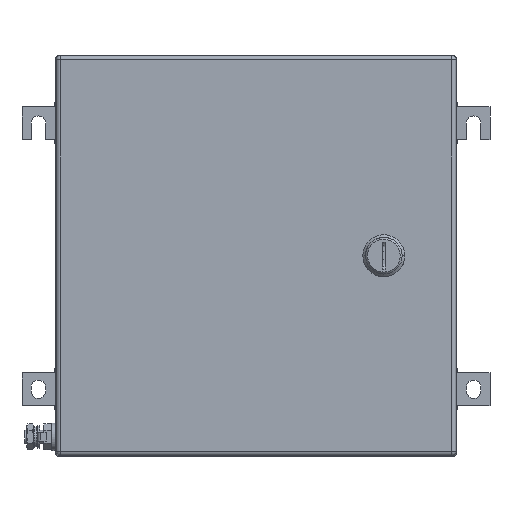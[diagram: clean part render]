
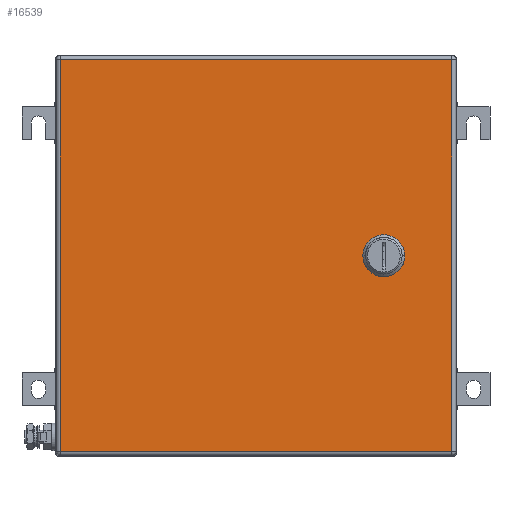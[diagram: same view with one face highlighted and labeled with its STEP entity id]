
A CAD part, top view. The second image highlights one B-rep face of the part: STEP entity #16539.
In plain terms, the highlighted planar face has unit normal (0, 0, 1).
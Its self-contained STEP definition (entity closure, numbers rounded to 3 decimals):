
#15567=AXIS2_PLACEMENT_3D('Circle Axis2P3D',#15565,#15566,$) ;
#15615=AXIS2_PLACEMENT_3D('Circle Axis2P3D',#15613,#15614,$) ;
#15634=AXIS2_PLACEMENT_3D('Circle Axis2P3D',#15632,#15633,$) ;
#16508=AXIS2_PLACEMENT_3D('Circle Axis2P3D',#16506,#16507,$) ;
#16521=AXIS2_PLACEMENT_3D('Plane Axis2P3D',#16518,#16519,#16520) ;
#15426=CARTESIAN_POINT('Vertex',(286.05,147.944,203.5)) ;
#15429=CARTESIAN_POINT('Line Origine',(286.05,153.,203.5)) ;
#15433=CARTESIAN_POINT('Vertex',(286.05,158.056,203.5)) ;
#15562=CARTESIAN_POINT('Vertex',(281.056,142.95,203.5)) ;
#15565=CARTESIAN_POINT('Axis2P3D Location',(276.,153.,203.5)) ;
#15586=CARTESIAN_POINT('Vertex',(270.944,142.95,203.5)) ;
#15589=CARTESIAN_POINT('Line Origine',(276.,142.95,203.5)) ;
#15610=CARTESIAN_POINT('Vertex',(265.95,147.944,203.5)) ;
#15613=CARTESIAN_POINT('Axis2P3D Location',(276.,153.,203.5)) ;
#15629=CARTESIAN_POINT('Vertex',(270.944,163.05,203.5)) ;
#15632=CARTESIAN_POINT('Axis2P3D Location',(276.,153.,203.5)) ;
#15636=CARTESIAN_POINT('Vertex',(265.95,158.056,203.5)) ;
#15660=CARTESIAN_POINT('Vertex',(328.,302.5,203.5)) ;
#15676=CARTESIAN_POINT('Vertex',(29.,302.5,203.5)) ;
#15679=CARTESIAN_POINT('Line Origine',(176.4,302.5,203.5)) ;
#15714=CARTESIAN_POINT('Vertex',(29.,3.5,203.5)) ;
#15717=CARTESIAN_POINT('Line Origine',(29.,153.,203.5)) ;
#15752=CARTESIAN_POINT('Vertex',(328.,3.5,203.5)) ;
#15755=CARTESIAN_POINT('Line Origine',(178.5,3.5,203.5)) ;
#15791=CARTESIAN_POINT('Line Origine',(328.,153.,203.5)) ;
#16426=CARTESIAN_POINT('Vertex',(281.056,163.05,203.5)) ;
#16429=CARTESIAN_POINT('Line Origine',(276.,163.05,203.5)) ;
#16446=CARTESIAN_POINT('Line Origine',(265.95,153.,203.5)) ;
#16506=CARTESIAN_POINT('Axis2P3D Location',(276.,153.,203.5)) ;
#16518=CARTESIAN_POINT('Axis2P3D Location',(178.5,153.,203.5)) ;
#15430=DIRECTION('Vector Direction',(0.,-1.,0.)) ;
#15566=DIRECTION('Axis2P3D Direction',(0.,0.,1.)) ;
#15590=DIRECTION('Vector Direction',(1.,0.,0.)) ;
#15614=DIRECTION('Axis2P3D Direction',(0.,0.,1.)) ;
#15633=DIRECTION('Axis2P3D Direction',(0.,0.,1.)) ;
#15680=DIRECTION('Vector Direction',(1.,0.,0.)) ;
#15718=DIRECTION('Vector Direction',(0.,-1.,0.)) ;
#15756=DIRECTION('Vector Direction',(1.,0.,0.)) ;
#15792=DIRECTION('Vector Direction',(0.,1.,0.)) ;
#16430=DIRECTION('Vector Direction',(1.,0.,0.)) ;
#16447=DIRECTION('Vector Direction',(0.,1.,0.)) ;
#16507=DIRECTION('Axis2P3D Direction',(0.,0.,1.)) ;
#16519=DIRECTION('Axis2P3D Direction',(0.,0.,1.)) ;
#16520=DIRECTION('Axis2P3D XDirection',(1.,0.,0.)) ;
#15431=VECTOR('Line Direction',#15430,1.) ;
#15591=VECTOR('Line Direction',#15590,1.) ;
#15681=VECTOR('Line Direction',#15680,1.) ;
#15719=VECTOR('Line Direction',#15718,1.) ;
#15757=VECTOR('Line Direction',#15756,1.) ;
#15793=VECTOR('Line Direction',#15792,1.) ;
#16431=VECTOR('Line Direction',#16430,1.) ;
#16448=VECTOR('Line Direction',#16447,1.) ;
#16524=ORIENTED_EDGE('',*,*,#15683,.T.) ;
#16525=ORIENTED_EDGE('',*,*,#15721,.T.) ;
#16526=ORIENTED_EDGE('',*,*,#15759,.T.) ;
#16527=ORIENTED_EDGE('',*,*,#15795,.T.) ;
#16530=ORIENTED_EDGE('',*,*,#15569,.F.) ;
#16531=ORIENTED_EDGE('',*,*,#15593,.F.) ;
#16532=ORIENTED_EDGE('',*,*,#15617,.F.) ;
#16533=ORIENTED_EDGE('',*,*,#16450,.T.) ;
#16534=ORIENTED_EDGE('',*,*,#15638,.F.) ;
#16535=ORIENTED_EDGE('',*,*,#16433,.T.) ;
#16536=ORIENTED_EDGE('',*,*,#16510,.F.) ;
#16537=ORIENTED_EDGE('',*,*,#15435,.T.) ;
#16538=FACE_BOUND('',#16529,.T.) ;
#16539=ADVANCED_FACE('1200060000.1\\ZUB_KTB_QL_303020_0GP_AllCATPart.2\\ZUB_DE_KTB_QL.1\\DE_KTB_MH_PART_MASTER.1\\Koerper.2',(#16528,#16538),#16522,.T.) ;
#15568=CIRCLE('generated circle',#15567,11.25) ;
#15616=CIRCLE('generated circle',#15615,11.25) ;
#15635=CIRCLE('generated circle',#15634,11.25) ;
#16509=CIRCLE('generated circle',#16508,11.25) ;
#15435=EDGE_CURVE('',#15434,#15427,#15432,.T.) ;
#15569=EDGE_CURVE('',#15563,#15427,#15568,.T.) ;
#15593=EDGE_CURVE('',#15587,#15563,#15592,.T.) ;
#15617=EDGE_CURVE('',#15611,#15587,#15616,.T.) ;
#15638=EDGE_CURVE('',#15630,#15637,#15635,.T.) ;
#15683=EDGE_CURVE('',#15661,#15677,#15682,.F.) ;
#15721=EDGE_CURVE('',#15677,#15715,#15720,.T.) ;
#15759=EDGE_CURVE('',#15715,#15753,#15758,.T.) ;
#15795=EDGE_CURVE('',#15753,#15661,#15794,.T.) ;
#16433=EDGE_CURVE('',#15630,#16427,#16432,.T.) ;
#16450=EDGE_CURVE('',#15611,#15637,#16449,.T.) ;
#16510=EDGE_CURVE('',#15434,#16427,#16509,.T.) ;
#16523=EDGE_LOOP('',(#16524,#16525,#16526,#16527)) ;
#16529=EDGE_LOOP('',(#16530,#16531,#16532,#16533,#16534,#16535,#16536,#16537)) ;
#16528=FACE_OUTER_BOUND('',#16523,.T.) ;
#15432=LINE('Line',#15429,#15431) ;
#15592=LINE('Line',#15589,#15591) ;
#15682=LINE('Line',#15679,#15681) ;
#15720=LINE('Line',#15717,#15719) ;
#15758=LINE('Line',#15755,#15757) ;
#15794=LINE('Line',#15791,#15793) ;
#16432=LINE('Line',#16429,#16431) ;
#16449=LINE('Line',#16446,#16448) ;
#16522=PLANE('',#16521) ;
#15427=VERTEX_POINT('',#15426) ;
#15434=VERTEX_POINT('',#15433) ;
#15563=VERTEX_POINT('',#15562) ;
#15587=VERTEX_POINT('',#15586) ;
#15611=VERTEX_POINT('',#15610) ;
#15630=VERTEX_POINT('',#15629) ;
#15637=VERTEX_POINT('',#15636) ;
#15661=VERTEX_POINT('',#15660) ;
#15677=VERTEX_POINT('',#15676) ;
#15715=VERTEX_POINT('',#15714) ;
#15753=VERTEX_POINT('',#15752) ;
#16427=VERTEX_POINT('',#16426) ;
